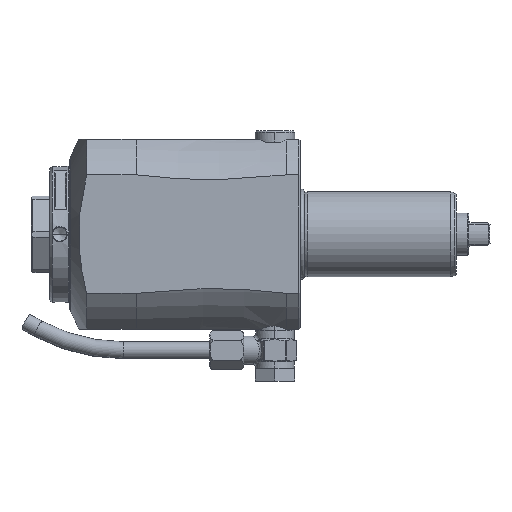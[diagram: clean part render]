
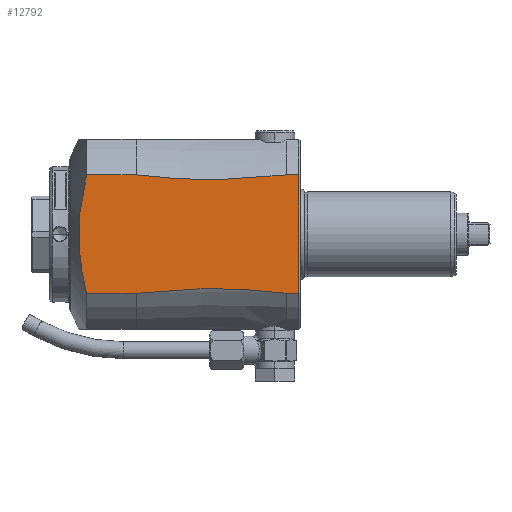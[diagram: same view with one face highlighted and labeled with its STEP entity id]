
A CAD part, top view. The second image highlights one B-rep face of the part: STEP entity #12792.
In plain terms, the highlighted planar face has unit normal (0, 0, 1).
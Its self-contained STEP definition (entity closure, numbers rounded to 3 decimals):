
#2927=DIRECTION('',(1.,0.,0.));
#2928=VECTOR('',#2927,4.5);
#2929=CARTESIAN_POINT('',(59.5,-20.928,33.5));
#2930=LINE('',#2929,#2928);
#3003=CARTESIAN_POINT('',(-11.,20.928,33.5));
#3004=CARTESIAN_POINT('',(-11.09,20.564,33.5));
#3005=CARTESIAN_POINT('',(-11.266,19.839,33.5));
#3006=CARTESIAN_POINT('',(-11.516,18.766,33.5));
#3007=CARTESIAN_POINT('',(-11.752,17.706,33.5));
#3008=CARTESIAN_POINT('',(-11.975,16.659,33.5));
#3009=CARTESIAN_POINT('',(-12.185,15.622,33.5));
#3010=CARTESIAN_POINT('',(-12.382,14.594,33.5));
#3011=CARTESIAN_POINT('',(-12.566,13.573,33.5));
#3012=CARTESIAN_POINT('',(-12.738,12.557,33.5));
#3013=CARTESIAN_POINT('',(-12.898,11.547,33.5));
#3014=CARTESIAN_POINT('',(-13.045,10.539,33.5));
#3015=CARTESIAN_POINT('',(-13.18,9.534,33.5));
#3016=CARTESIAN_POINT('',(-13.302,8.53,33.5));
#3017=CARTESIAN_POINT('',(-13.411,7.527,33.5));
#3018=CARTESIAN_POINT('',(-13.507,6.525,33.5));
#3019=CARTESIAN_POINT('',(-13.589,5.522,33.5));
#3020=CARTESIAN_POINT('',(-13.659,4.519,33.5));
#3021=CARTESIAN_POINT('',(-13.714,3.516,33.5));
#3022=CARTESIAN_POINT('',(-13.756,2.511,33.5));
#3023=CARTESIAN_POINT('',(-13.784,1.507,33.5));
#3024=CARTESIAN_POINT('',(-13.798,0.502,33.5));
#3025=CARTESIAN_POINT('',(-13.798,-0.502,33.5));
#3026=CARTESIAN_POINT('',(-13.784,-1.507,33.5));
#3027=CARTESIAN_POINT('',(-13.756,-2.512,33.5));
#3028=CARTESIAN_POINT('',(-13.714,-3.516,33.5));
#3029=CARTESIAN_POINT('',(-13.659,-4.519,33.5));
#3030=CARTESIAN_POINT('',(-13.589,-5.522,33.5));
#3031=CARTESIAN_POINT('',(-13.507,-6.525,33.5));
#3032=CARTESIAN_POINT('',(-13.411,-7.527,33.5));
#3033=CARTESIAN_POINT('',(-13.302,-8.53,
33.5));
#3034=CARTESIAN_POINT('',(-13.18,-9.534,
33.5));
#3035=CARTESIAN_POINT('',(-13.045,-10.539,
33.5));
#3036=CARTESIAN_POINT('',(-12.898,-11.547,
33.5));
#3037=CARTESIAN_POINT('',(-12.738,-12.557,
33.5));
#3038=CARTESIAN_POINT('',(-12.566,-13.573,
33.5));
#3039=CARTESIAN_POINT('',(-12.382,-14.594,
33.5));
#3040=CARTESIAN_POINT('',(-12.185,-15.622,
33.5));
#3041=CARTESIAN_POINT('',(-11.975,-16.659,
33.5));
#3042=CARTESIAN_POINT('',(-11.752,-17.706,
33.5));
#3043=CARTESIAN_POINT('',(-11.516,-18.766,
33.5));
#3044=CARTESIAN_POINT('',(-11.266,-19.839,
33.5));
#3045=CARTESIAN_POINT('',(-11.09,-20.564,
33.5));
#3046=CARTESIAN_POINT('',(-11.,-20.928,
33.5));
#5115=DIRECTION('',(1.,0.,0.));
#5116=VECTOR('',#5115,4.5);
#5117=CARTESIAN_POINT('',(59.5,20.928,33.5));
#5118=LINE('',#5117,#5116);
#5147=DIRECTION('',(1.,0.,0.));
#5148=VECTOR('',#5147,17.5);
#5149=CARTESIAN_POINT('',(-11.,20.928,33.5));
#5150=LINE('',#5149,#5148);
#5151=CARTESIAN_POINT('',(59.5,20.928,33.5));
#5152=CARTESIAN_POINT('',(58.393,20.79,33.5));
#5153=CARTESIAN_POINT('',(56.172,20.527,33.5));
#5154=CARTESIAN_POINT('',(52.803,20.177,33.5));
#5155=CARTESIAN_POINT('',(49.432,19.88,33.5));
#5156=CARTESIAN_POINT('',(46.082,19.636,33.5));
#5157=CARTESIAN_POINT('',(42.775,19.449,33.5));
#5158=CARTESIAN_POINT('',(39.501,19.316,33.5));
#5159=CARTESIAN_POINT('',(36.247,19.236,33.5));
#5160=CARTESIAN_POINT('',(33.005,19.21,33.5));
#5161=CARTESIAN_POINT('',(29.762,19.236,33.5));
#5162=CARTESIAN_POINT('',(26.508,19.315,33.5));
#5163=CARTESIAN_POINT('',(23.231,19.448,33.5));
#5164=CARTESIAN_POINT('',(19.923,19.636,33.5));
#5165=CARTESIAN_POINT('',(16.571,19.879,33.5));
#5166=CARTESIAN_POINT('',(13.199,20.177,33.5));
#5167=CARTESIAN_POINT('',(9.83,20.527,33.5));
#5168=CARTESIAN_POINT('',(7.607,20.79,33.5));
#5169=CARTESIAN_POINT('',(6.5,20.928,33.5));
#5171=DIRECTION('',(0.,-1.,0.));
#5172=VECTOR('',#5171,41.857);
#5173=CARTESIAN_POINT('',(64.,20.928,33.5));
#5174=LINE('',#5173,#5172);
#5175=CARTESIAN_POINT('',(6.5,-20.928,33.5));
#5176=CARTESIAN_POINT('',(7.607,-20.79,33.5));
#5177=CARTESIAN_POINT('',(9.83,-20.527,33.5));
#5178=CARTESIAN_POINT('',(13.199,-20.177,33.5));
#5179=CARTESIAN_POINT('',(16.571,-19.879,33.5));
#5180=CARTESIAN_POINT('',(19.923,-19.636,33.5));
#5181=CARTESIAN_POINT('',(23.231,-19.448,33.5));
#5182=CARTESIAN_POINT('',(26.508,-19.315,33.5));
#5183=CARTESIAN_POINT('',(29.762,-19.236,33.5));
#5184=CARTESIAN_POINT('',(33.005,-19.21,33.5));
#5185=CARTESIAN_POINT('',(36.247,-19.236,33.5));
#5186=CARTESIAN_POINT('',(39.501,-19.316,33.5));
#5187=CARTESIAN_POINT('',(42.775,-19.449,33.5));
#5188=CARTESIAN_POINT('',(46.082,-19.636,33.5));
#5189=CARTESIAN_POINT('',(49.432,-19.88,33.5));
#5190=CARTESIAN_POINT('',(52.803,-20.177,33.5));
#5191=CARTESIAN_POINT('',(56.172,-20.527,33.5));
#5192=CARTESIAN_POINT('',(58.393,-20.79,33.5));
#5193=CARTESIAN_POINT('',(59.5,-20.928,33.5));
#5195=DIRECTION('',(-1.,0.,0.));
#5196=VECTOR('',#5195,17.5);
#5197=CARTESIAN_POINT('',(6.5,-20.928,33.5));
#5198=LINE('',#5197,#5196);
#7420=CARTESIAN_POINT('',(-11.,20.928,33.5));
#7421=VERTEX_POINT('',#7420);
#7422=CARTESIAN_POINT('',(-11.,-20.928,
33.5));
#7424=VERTEX_POINT('',#7422);
#7568=VERTEX_POINT('',#5151);
#7569=VERTEX_POINT('',#5169);
#7570=VERTEX_POINT('',#5175);
#7571=VERTEX_POINT('',#5193);
#7601=CARTESIAN_POINT('',(64.,-20.928,33.5));
#7603=VERTEX_POINT('',#7601);
#7608=CARTESIAN_POINT('',(64.,20.928,33.5));
#7610=VERTEX_POINT('',#7608);
#12775=CARTESIAN_POINT('',(9.,-33.5,33.5));
#12776=DIRECTION('',(0.,0.,1.));
#12777=DIRECTION('',(0.,1.,0.));
#12778=AXIS2_PLACEMENT_3D('',#12775,#12776,#12777);
#12779=PLANE('',#12778);
#12781=ORIENTED_EDGE('',*,*,#12780,.T.);
#12783=ORIENTED_EDGE('',*,*,#12782,.F.);
#12784=ORIENTED_EDGE('',*,*,#12714,.T.);
#12785=ORIENTED_EDGE('',*,*,#12744,.T.);
#12786=ORIENTED_EDGE('',*,*,#10725,.F.);
#12787=ORIENTED_EDGE('',*,*,#10746,.F.);
#12788=ORIENTED_EDGE('',*,*,#10772,.T.);
#12789=ORIENTED_EDGE('',*,*,#10795,.F.);
#12790=EDGE_LOOP('',(#12781,#12783,#12784,#12785,#12786,#12787,#12788,#12789));
#12791=FACE_OUTER_BOUND('',#12790,.F.);
#3047=B_SPLINE_CURVE_WITH_KNOTS('',3,(#3003,#3004,#3005,#3006,#3007,#3008,#3009,
#3010,#3011,#3012,#3013,#3014,#3015,#3016,#3017,#3018,#3019,#3020,#3021,#3022,
#3023,#3024,#3025,#3026,#3027,#3028,#3029,#3030,#3031,#3032,#3033,#3034,#3035,
#3036,#3037,#3038,#3039,#3040,#3041,#3042,#3043,#3044,#3045,#3046),
.UNSPECIFIED.,.F.,.F.,(4,1,1,1,1,1,1,1,1,1,1,1,1,1,1,1,1,1,1,1,1,1,1,1,1,1,1,1,
1,1,1,1,1,1,1,1,1,1,1,1,1,4),(0.,0.024,0.049,
0.073,0.098,0.122,0.146,
0.171,0.195,0.22,0.244,
0.268,0.293,0.317,0.341,
0.366,0.39,0.415,0.439,
0.463,0.488,0.512,0.537,
0.561,0.585,0.61,0.634,
0.659,0.683,0.707,0.732,
0.756,0.78,0.805,0.829,
0.854,0.878,0.902,0.927,
0.951,0.976,1.),.UNSPECIFIED.);
#5170=B_SPLINE_CURVE_WITH_KNOTS('',3,(#5151,#5152,#5153,#5154,#5155,#5156,#5157,
#5158,#5159,#5160,#5161,#5162,#5163,#5164,#5165,#5166,#5167,#5168,#5169),
.UNSPECIFIED.,.F.,.F.,(4,1,1,1,1,1,1,1,1,1,1,1,1,1,1,1,4),(0.,0.063,0.125,
0.188,0.25,0.313,0.375,0.438,0.5,0.563,0.625,0.688,
0.75,0.813,0.875,0.938,1.),.UNSPECIFIED.);
#5194=B_SPLINE_CURVE_WITH_KNOTS('',3,(#5175,#5176,#5177,#5178,#5179,#5180,#5181,
#5182,#5183,#5184,#5185,#5186,#5187,#5188,#5189,#5190,#5191,#5192,#5193),
.UNSPECIFIED.,.F.,.F.,(4,1,1,1,1,1,1,1,1,1,1,1,1,1,1,1,4),(0.,0.063,0.125,
0.188,0.25,0.313,0.375,0.438,0.5,0.563,0.625,0.688,
0.75,0.813,0.875,0.938,1.),.UNSPECIFIED.);
#10725=EDGE_CURVE('',#7571,#7603,#2930,.T.);
#10746=EDGE_CURVE('',#7570,#7571,#5194,.T.);
#10772=EDGE_CURVE('',#7570,#7424,#5198,.T.);
#10795=EDGE_CURVE('',#7421,#7424,#3047,.T.);
#12714=EDGE_CURVE('',#7568,#7610,#5118,.T.);
#12744=EDGE_CURVE('',#7610,#7603,#5174,.T.);
#12780=EDGE_CURVE('',#7421,#7569,#5150,.T.);
#12782=EDGE_CURVE('',#7568,#7569,#5170,.T.);
#12792=ADVANCED_FACE('',(#12791),#12779,.T.);
